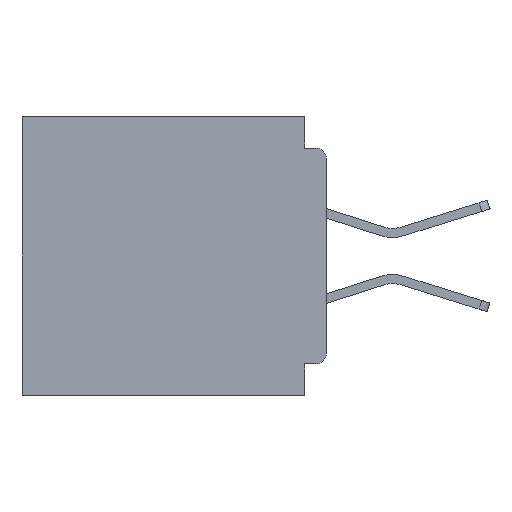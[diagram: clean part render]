
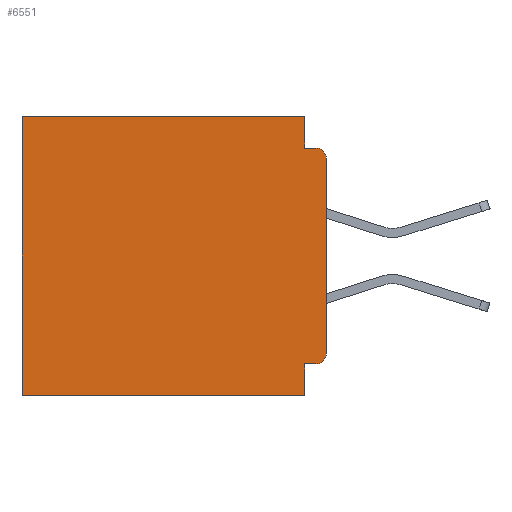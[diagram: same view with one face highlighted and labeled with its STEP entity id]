
A CAD part, left-side view. The second image highlights one B-rep face of the part: STEP entity #6551.
In plain terms, the highlighted planar face has unit normal (-1, 0, 0).
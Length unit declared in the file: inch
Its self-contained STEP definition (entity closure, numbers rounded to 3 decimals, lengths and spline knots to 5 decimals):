
#181 = CARTESIAN_POINT ( 'NONE',  ( 0.3, 0., 0. ) ) ;
#322 = AXIS2_PLACEMENT_3D ( 'NONE', #4888, #25256, #1188 ) ;
#1188 = DIRECTION ( 'NONE',  ( 0., 0., -1. ) ) ;
#1553 = EDGE_CURVE ( 'NONE', #10455, #3884, #13854, .T. ) ;
#1638 = CIRCLE ( 'NONE', #4529, 0.015 ) ;
#2328 = CARTESIAN_POINT ( 'NONE',  ( 0.3, 0.015, -0.34 ) ) ;
#3140 = VECTOR ( 'NONE', #47862, 39.37008 ) ;
#3830 = VERTEX_POINT ( 'NONE', #33867 ) ;
#3884 = VERTEX_POINT ( 'NONE', #28147 ) ;
#4453 = EDGE_CURVE ( 'NONE', #19424, #43004, #21037, .T. ) ;
#4529 = AXIS2_PLACEMENT_3D ( 'NONE', #2328, #30415, #6359 ) ;
#4888 = CARTESIAN_POINT ( 'NONE',  ( 0.3, 0., -0.4 ) ) ;
#6014 = EDGE_CURVE ( 'NONE', #22624, #10642, #20957, .T. ) ;
#6119 = LINE ( 'NONE', #38658, #36803 ) ;
#6359 = DIRECTION ( 'NONE',  ( 0., 0., -1. ) ) ;
#6551 = ADVANCED_FACE ( 'NONE', ( #46467 ), #21207, .F. ) ;
#6619 = DIRECTION ( 'NONE',  ( 0., 0., -1. ) ) ;
#6922 = VERTEX_POINT ( 'NONE', #12494 ) ;
#8265 = EDGE_LOOP ( 'NONE', ( #40979, #37406, #15554, #22636, #27572, #10078, #29504, #18652, #27688, #44434 ) ) ;
#8543 = DIRECTION ( 'NONE',  ( 0., -1., 0. ) ) ;
#9740 = CARTESIAN_POINT ( 'NONE',  ( 0.3, 0.031, -0.4 ) ) ;
#10078 = ORIENTED_EDGE ( 'NONE', *, *, #26810, .T. ) ;
#10455 = VERTEX_POINT ( 'NONE', #22500 ) ;
#10642 = VERTEX_POINT ( 'NONE', #23886 ) ;
#10785 = DIRECTION ( 'NONE',  ( -1., 0., 0. ) ) ;
#12359 = DIRECTION ( 'NONE',  ( 0., 1., 0. ) ) ;
#12494 = CARTESIAN_POINT ( 'NONE',  ( 0.3, 0.031, 0. ) ) ;
#13198 = LINE ( 'NONE', #181, #33231 ) ;
#13854 = LINE ( 'NONE', #23932, #3140 ) ;
#14916 = CARTESIAN_POINT ( 'NONE',  ( 0.3, 0.031, 0. ) ) ;
#15153 = EDGE_CURVE ( 'NONE', #19424, #3884, #1638, .T. ) ;
#15177 = CARTESIAN_POINT ( 'NONE',  ( 0.3, 0.031, -0.355 ) ) ;
#15554 = ORIENTED_EDGE ( 'NONE', *, *, #17112, .F. ) ;
#16031 = VECTOR ( 'NONE', #38838, 39.37008 ) ;
#17112 = EDGE_CURVE ( 'NONE', #26272, #3830, #34767, .T. ) ;
#17399 = CARTESIAN_POINT ( 'NONE',  ( 0.3, 0.437, 0. ) ) ;
#18652 = ORIENTED_EDGE ( 'NONE', *, *, #37335, .F. ) ;
#19424 = VERTEX_POINT ( 'NONE', #26557 ) ;
#19712 = VECTOR ( 'NONE', #29884, 39.37008 ) ;
#19838 = CARTESIAN_POINT ( 'NONE',  ( 0.3, 0., -0.355 ) ) ;
#20113 = EDGE_CURVE ( 'NONE', #6922, #26272, #37264, .T. ) ;
#20957 = LINE ( 'NONE', #37690, #19712 ) ;
#21037 = LINE ( 'NONE', #19838, #41020 ) ;
#21207 = PLANE ( 'NONE',  #322 ) ;
#22500 = CARTESIAN_POINT ( 'NONE',  ( 0.3, 0., -0.06 ) ) ;
#22624 = VERTEX_POINT ( 'NONE', #9740 ) ;
#22636 = ORIENTED_EDGE ( 'NONE', *, *, #20113, .F. ) ;
#22881 = VECTOR ( 'NONE', #8543, 39.37008 ) ;
#23876 = DIRECTION ( 'NONE',  ( 0., 1., 0. ) ) ;
#23886 = CARTESIAN_POINT ( 'NONE',  ( 0.3, 0.437, -0.4 ) ) ;
#23932 = CARTESIAN_POINT ( 'NONE',  ( 0.3, 0., -0.4 ) ) ;
#24120 = CIRCLE ( 'NONE', #39979, 0.015 ) ;
#25256 = DIRECTION ( 'NONE',  ( 1., 0., 0. ) ) ;
#26272 = VERTEX_POINT ( 'NONE', #47224 ) ;
#26557 = CARTESIAN_POINT ( 'NONE',  ( 0.3, 0.015, -0.355 ) ) ;
#26810 = EDGE_CURVE ( 'NONE', #29071, #10642, #6119, .T. ) ;
#27572 = ORIENTED_EDGE ( 'NONE', *, *, #49917, .T. ) ;
#27688 = ORIENTED_EDGE ( 'NONE', *, *, #4453, .F. ) ;
#28147 = CARTESIAN_POINT ( 'NONE',  ( 0.3, 0., -0.34 ) ) ;
#28575 = CARTESIAN_POINT ( 'NONE',  ( 0.3, 0., -0.045 ) ) ;
#28746 = LINE ( 'NONE', #50815, #47401 ) ;
#29071 = VERTEX_POINT ( 'NONE', #17399 ) ;
#29504 = ORIENTED_EDGE ( 'NONE', *, *, #6014, .F. ) ;
#29884 = DIRECTION ( 'NONE',  ( 0., 1., 0. ) ) ;
#30415 = DIRECTION ( 'NONE',  ( -1., 0., 0. ) ) ;
#33231 = VECTOR ( 'NONE', #12359, 39.37008 ) ;
#33326 = EDGE_CURVE ( 'NONE', #10455, #3830, #24120, .T. ) ;
#33867 = CARTESIAN_POINT ( 'NONE',  ( 0.3, 0.015, -0.045 ) ) ;
#34767 = LINE ( 'NONE', #28575, #22881 ) ;
#34782 = CARTESIAN_POINT ( 'NONE',  ( 0.3, 0.015, -0.06 ) ) ;
#35064 = DIRECTION ( 'NONE',  ( 0., 0., -1. ) ) ;
#36803 = VECTOR ( 'NONE', #6619, 39.37008 ) ;
#37264 = LINE ( 'NONE', #14916, #16031 ) ;
#37335 = EDGE_CURVE ( 'NONE', #43004, #22624, #28746, .T. ) ;
#37406 = ORIENTED_EDGE ( 'NONE', *, *, #33326, .T. ) ;
#37690 = CARTESIAN_POINT ( 'NONE',  ( 0.3, 0., -0.4 ) ) ;
#38658 = CARTESIAN_POINT ( 'NONE',  ( 0.3, 0.437, -0.4 ) ) ;
#38758 = DIRECTION ( 'NONE',  ( 0., 0., -1. ) ) ;
#38838 = DIRECTION ( 'NONE',  ( 0., 0., -1. ) ) ;
#39979 = AXIS2_PLACEMENT_3D ( 'NONE', #34782, #10785, #38758 ) ;
#40979 = ORIENTED_EDGE ( 'NONE', *, *, #1553, .F. ) ;
#41020 = VECTOR ( 'NONE', #23876, 39.37008 ) ;
#43004 = VERTEX_POINT ( 'NONE', #15177 ) ;
#44434 = ORIENTED_EDGE ( 'NONE', *, *, #15153, .T. ) ;
#46467 = FACE_OUTER_BOUND ( 'NONE', #8265, .T. ) ;
#47224 = CARTESIAN_POINT ( 'NONE',  ( 0.3, 0.031, -0.045 ) ) ;
#47401 = VECTOR ( 'NONE', #35064, 39.37008 ) ;
#47862 = DIRECTION ( 'NONE',  ( 0., 0., -1. ) ) ;
#49917 = EDGE_CURVE ( 'NONE', #6922, #29071, #13198, .T. ) ;
#50815 = CARTESIAN_POINT ( 'NONE',  ( 0.3, 0.031, -0.4 ) ) ;
